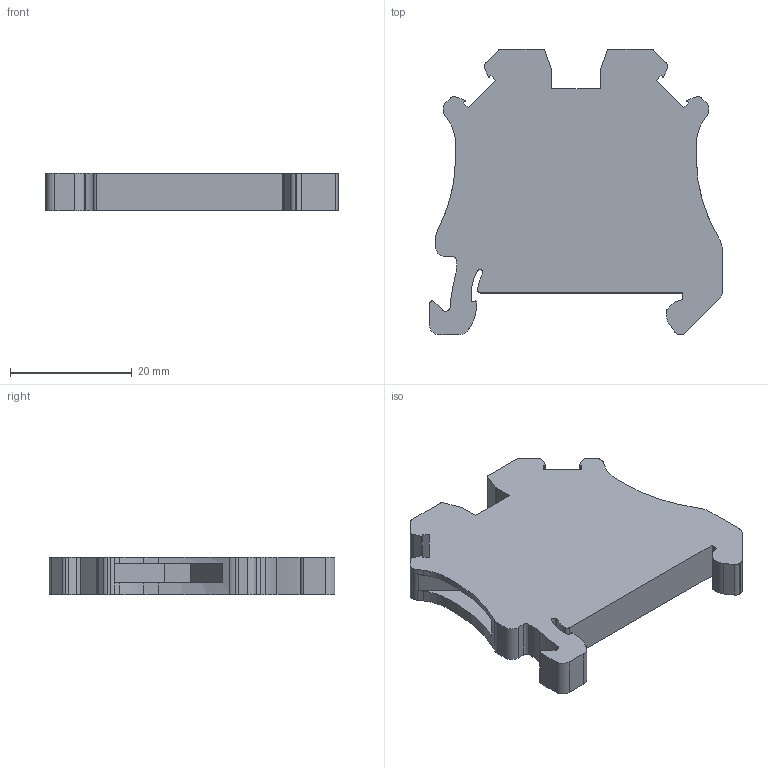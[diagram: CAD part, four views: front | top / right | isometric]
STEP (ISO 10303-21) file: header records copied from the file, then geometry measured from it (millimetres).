
FILE_DESCRIPTION(('SolidDesigner STEP Export'),'2;1');
FILE_NAME('3046210_ut4dio_l-r_select.stp','2004-02-25T 9:37:29',(''),(''),'OneSpaceDesigner STEP processor Version: 9.0 (March 2001)for AP203(Solid Model)','CoCreate OneSpaceDesigner: 11.50A 18-Jul-2002(C) CoCreate Software GmbH','');
FILE_SCHEMA(('CONFIG_CONTROL_DESIGN'));
Length unit declared in the file: millimetre
Products named in the file (2): 3046210_ut4dio_l-r_select
Assembly tree (1 placements, depth 2):
  3046210_ut4dio_l-r_select
    3046210_ut4dio_l-r_select
Bounding box: 48 x 46.85 x 6.15 mm (x, y, z)
Volume: 9198.9 mm3; surface area: 5111.9 mm2
Topology: 1 solids, 1 shells, 142 faces, 414 edges, 276 vertices
Faces by surface type: plane 76, cylinder 66
Entity records: 5824 total; most frequent: ORIENTED_EDGE 828, CARTESIAN_POINT 782, DIRECTION 742, EDGE_CURVE 414, VERTEX_POINT 276, VECTOR 270, LINE 270, AXIS2_PLACEMENT_3D 236
